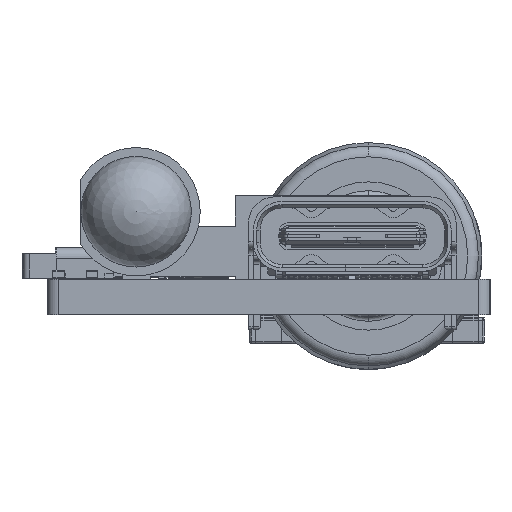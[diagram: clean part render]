
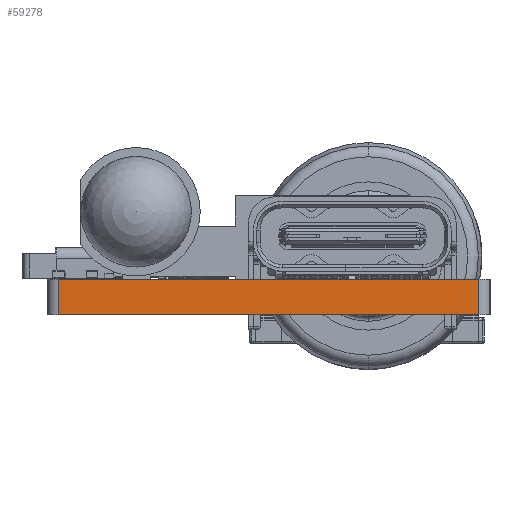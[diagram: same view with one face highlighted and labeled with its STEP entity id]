
A CAD part, left-side view. The second image highlights one B-rep face of the part: STEP entity #59278.
In plain terms, the highlighted planar face has unit normal (-1, 0, 0).
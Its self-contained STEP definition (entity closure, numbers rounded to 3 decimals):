
#58434 = VERTEX_POINT('',#58435);
#58435 = CARTESIAN_POINT('',(-35.,-9.5,0.));
#58442 = EDGE_CURVE('',#58434,#58443,#58445,.T.);
#58443 = VERTEX_POINT('',#58444);
#58444 = CARTESIAN_POINT('',(-35.,9.5,0.));
#58445 = LINE('',#58446,#58447);
#58446 = CARTESIAN_POINT('',(-35.,-9.5,0.));
#58447 = VECTOR('',#58448,1.);
#58448 = DIRECTION('',(0.,1.,0.));
#58885 = VERTEX_POINT('',#58886);
#58886 = CARTESIAN_POINT('',(-35.,-9.5,1.6));
#58893 = EDGE_CURVE('',#58885,#58894,#58896,.T.);
#58894 = VERTEX_POINT('',#58895);
#58895 = CARTESIAN_POINT('',(-35.,9.5,1.6));
#58896 = LINE('',#58897,#58898);
#58897 = CARTESIAN_POINT('',(-35.,-9.5,1.6));
#58898 = VECTOR('',#58899,1.);
#58899 = DIRECTION('',(0.,1.,0.));
#59248 = EDGE_CURVE('',#58443,#58894,#59249,.T.);
#59249 = LINE('',#59250,#59251);
#59250 = CARTESIAN_POINT('',(-35.,9.5,0.));
#59251 = VECTOR('',#59252,1.);
#59252 = DIRECTION('',(0.,0.,1.));
#59278 = ADVANCED_FACE('',(#59279),#59290,.T.);
#59279 = FACE_BOUND('',#59280,.T.);
#59280 = EDGE_LOOP('',(#59281,#59287,#59288,#59289));
#59281 = ORIENTED_EDGE('',*,*,#59282,.T.);
#59282 = EDGE_CURVE('',#58434,#58885,#59283,.T.);
#59283 = LINE('',#59284,#59285);
#59284 = CARTESIAN_POINT('',(-35.,-9.5,0.));
#59285 = VECTOR('',#59286,1.);
#59286 = DIRECTION('',(0.,0.,1.));
#59287 = ORIENTED_EDGE('',*,*,#58893,.T.);
#59288 = ORIENTED_EDGE('',*,*,#59248,.F.);
#59289 = ORIENTED_EDGE('',*,*,#58442,.F.);
#59290 = PLANE('',#59291);
#59291 = AXIS2_PLACEMENT_3D('',#59292,#59293,#59294);
#59292 = CARTESIAN_POINT('',(-35.,-9.5,0.));
#59293 = DIRECTION('',(-1.,0.,0.));
#59294 = DIRECTION('',(0.,1.,0.));
